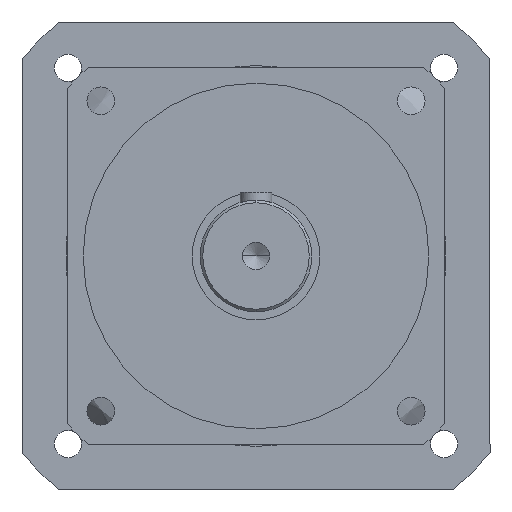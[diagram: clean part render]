
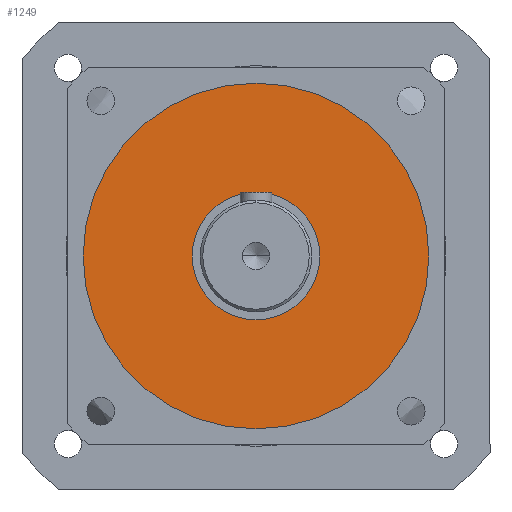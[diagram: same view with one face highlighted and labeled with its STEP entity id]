
A CAD part, left-side view. The second image highlights one B-rep face of the part: STEP entity #1249.
In plain terms, the highlighted planar face has unit normal (-1, 0, 0).
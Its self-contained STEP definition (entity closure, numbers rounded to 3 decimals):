
#33 = EDGE_CURVE ( 'NONE', #3699, #5543, #9822, .T. ) ;
#528 = CARTESIAN_POINT ( 'NONE',  ( -192., 0., 0. ) ) ;
#738 = CARTESIAN_POINT ( 'NONE',  ( -192., 0., -65. ) ) ;
#1187 = ORIENTED_EDGE ( 'NONE', *, *, #33, .F. ) ;
#1195 = CARTESIAN_POINT ( 'NONE',  ( -192., 0., 0. ) ) ;
#1249 = ADVANCED_FACE ( 'NONE', ( #7712, #2625 ), #1786, .T. ) ;
#1290 = AXIS2_PLACEMENT_3D ( 'NONE', #1195, #9076, #5641 ) ;
#1786 = PLANE ( 'NONE',  #5673 ) ;
#2560 = CIRCLE ( 'NONE', #2703, 65. ) ;
#2625 = FACE_BOUND ( 'NONE', #10317, .T. ) ;
#2703 = AXIS2_PLACEMENT_3D ( 'NONE', #6876, #9543, #4126 ) ;
#3153 = VERTEX_POINT ( 'NONE', #5267 ) ;
#3699 = VERTEX_POINT ( 'NONE', #8920 ) ;
#3938 = ORIENTED_EDGE ( 'NONE', *, *, #10453, .T. ) ;
#4012 = DIRECTION ( 'NONE',  ( 1., 0., 0. ) ) ;
#4126 = DIRECTION ( 'NONE',  ( 0., 0., -1. ) ) ;
#4362 = DIRECTION ( 'NONE',  ( 0., 0., 1. ) ) ;
#4540 = EDGE_LOOP ( 'NONE', ( #6380, #1187 ) ) ;
#5232 = CARTESIAN_POINT ( 'NONE',  ( -192., 65., 0. ) ) ;
#5267 = CARTESIAN_POINT ( 'NONE',  ( -192., 0., 24. ) ) ;
#5270 = DIRECTION ( 'NONE',  ( -1., 0., 0. ) ) ;
#5543 = VERTEX_POINT ( 'NONE', #738 ) ;
#5561 = AXIS2_PLACEMENT_3D ( 'NONE', #528, #6675, #9490 ) ;
#5641 = DIRECTION ( 'NONE',  ( 0., 0., -1. ) ) ;
#5673 = AXIS2_PLACEMENT_3D ( 'NONE', #5232, #5270, #4362 ) ;
#5913 = ORIENTED_EDGE ( 'NONE', *, *, #8784, .T. ) ;
#6103 = AXIS2_PLACEMENT_3D ( 'NONE', #9399, #4012, #6729 ) ;
#6371 = VERTEX_POINT ( 'NONE', #9051 ) ;
#6380 = ORIENTED_EDGE ( 'NONE', *, *, #9833, .F. ) ;
#6675 = DIRECTION ( 'NONE',  ( 1., 0., 0. ) ) ;
#6729 = DIRECTION ( 'NONE',  ( 0., 0., -1. ) ) ;
#6876 = CARTESIAN_POINT ( 'NONE',  ( -192., 0., 0. ) ) ;
#7712 = FACE_OUTER_BOUND ( 'NONE', #4540, .T. ) ;
#8784 = EDGE_CURVE ( 'NONE', #3153, #6371, #8921, .T. ) ;
#8920 = CARTESIAN_POINT ( 'NONE',  ( -192., 0., 65. ) ) ;
#8921 = CIRCLE ( 'NONE', #5561, 24. ) ;
#9051 = CARTESIAN_POINT ( 'NONE',  ( -192., 0., -24. ) ) ;
#9076 = DIRECTION ( 'NONE',  ( 1., 0., 0. ) ) ;
#9399 = CARTESIAN_POINT ( 'NONE',  ( -192., 0., 0. ) ) ;
#9490 = DIRECTION ( 'NONE',  ( 0., 0., -1. ) ) ;
#9543 = DIRECTION ( 'NONE',  ( 1., 0., 0. ) ) ;
#9822 = CIRCLE ( 'NONE', #6103, 65. ) ;
#9833 = EDGE_CURVE ( 'NONE', #5543, #3699, #2560, .T. ) ;
#9852 = CIRCLE ( 'NONE', #1290, 24. ) ;
#10317 = EDGE_LOOP ( 'NONE', ( #3938, #5913 ) ) ;
#10453 = EDGE_CURVE ( 'NONE', #6371, #3153, #9852, .T. ) ;
